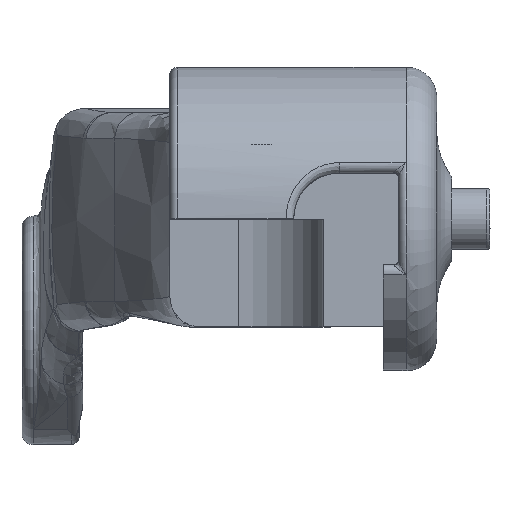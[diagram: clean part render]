
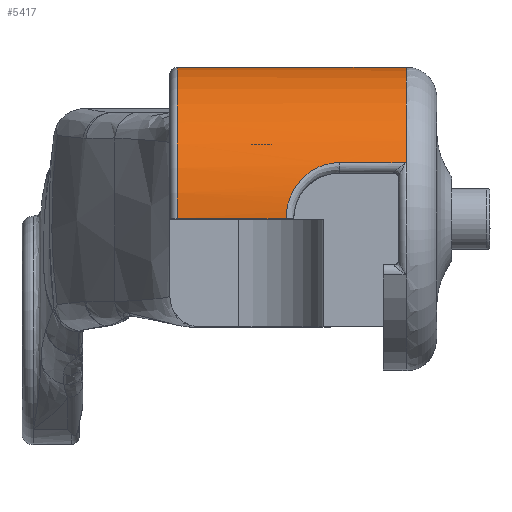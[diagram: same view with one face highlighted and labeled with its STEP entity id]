
A CAD part, top view. The second image highlights one B-rep face of the part: STEP entity #5417.
In plain terms, the highlighted cylindrical face has radius 19.916 mm (diameter 39.832 mm), a partial arc.
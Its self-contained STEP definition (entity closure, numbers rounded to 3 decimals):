
#464=FACE_OUTER_BOUND('',#782,.T.);
#782=EDGE_LOOP('',(#4524,#4525,#4526,#4527,#4528,#4529,#4530));
#1018=CIRCLE('',#5763,19.916);
#1047=CIRCLE('',#5819,19.916);
#1474=B_SPLINE_CURVE_WITH_KNOTS('',3,(#24248,#24249,#24250,#24251,#24252,
#24253),.UNSPECIFIED.,.F.,.F.,(4,1,1,4),(-4.438,-4.121,
-3.804,-3.329),.UNSPECIFIED.);
#1491=B_SPLINE_CURVE_WITH_KNOTS('',3,(#26144,#26145,#26146,#26147,#26148),
 .UNSPECIFIED.,.F.,.F.,(4,1,4),(0.,0.194,0.34),
 .UNSPECIFIED.);
#1679=LINE('',#24152,#1884);
#1709=LINE('',#26143,#1914);
#1710=LINE('',#26149,#1915);
#1884=VECTOR('',#6593,10.);
#1914=VECTOR('',#6717,10.);
#1915=VECTOR('',#6718,10.);
#2366=VERTEX_POINT('',#24087);
#2367=VERTEX_POINT('',#24096);
#2382=VERTEX_POINT('',#24151);
#2384=VERTEX_POINT('',#24241);
#2422=VERTEX_POINT('',#26130);
#2423=VERTEX_POINT('',#26138);
#2424=VERTEX_POINT('',#26142);
#3092=EDGE_CURVE('',#2366,#2367,#1018,.T.);
#3110=EDGE_CURVE('',#2367,#2382,#1679,.T.);
#3115=EDGE_CURVE('',#2382,#2384,#1474,.T.);
#3182=EDGE_CURVE('',#2423,#2422,#1047,.T.);
#3183=EDGE_CURVE('',#2424,#2366,#1709,.T.);
#3184=EDGE_CURVE('',#2422,#2424,#1491,.T.);
#3185=EDGE_CURVE('',#2423,#2384,#1710,.T.);
#4524=ORIENTED_EDGE('',*,*,#3183,.F.);
#4525=ORIENTED_EDGE('',*,*,#3184,.F.);
#4526=ORIENTED_EDGE('',*,*,#3182,.F.);
#4527=ORIENTED_EDGE('',*,*,#3185,.T.);
#4528=ORIENTED_EDGE('',*,*,#3115,.F.);
#4529=ORIENTED_EDGE('',*,*,#3110,.F.);
#4530=ORIENTED_EDGE('',*,*,#3092,.F.);
#5187=CYLINDRICAL_SURFACE('',#5820,19.916);
#5417=ADVANCED_FACE('',(#464),#5187,.T.);
#5763=AXIS2_PLACEMENT_3D('',#24097,#6563,#6564);
#5819=AXIS2_PLACEMENT_3D('',#26140,#6713,#6714);
#5820=AXIS2_PLACEMENT_3D('',#26141,#6715,#6716);
#6563=DIRECTION('center_axis',(1.,0.,0.));
#6564=DIRECTION('ref_axis',(0.,0.,
1.));
#6593=DIRECTION('',(-1.,0.,0.));
#6713=DIRECTION('center_axis',(-1.,0.,0.));
#6714=DIRECTION('ref_axis',(0.,0.965,0.262));
#6715=DIRECTION('center_axis',(1.,0.,0.));
#6716=DIRECTION('ref_axis',(0.,1.,0.));
#6717=DIRECTION('',(1.,0.,0.));
#6718=DIRECTION('',(1.,0.,0.));
#24087=CARTESIAN_POINT('',(49.4,14.362,-13.798));
#24096=CARTESIAN_POINT('',(49.4,7.37,18.502));
#24097=CARTESIAN_POINT('Origin',(49.4,0.,0.));
#24151=CARTESIAN_POINT('',(40.65,7.37,18.502));
#24152=CARTESIAN_POINT('',(18.4,7.37,18.502));
#24241=CARTESIAN_POINT('',(33.65,0.,19.916));
#24248=CARTESIAN_POINT('Ctrl Pts',(40.65,7.37,18.502));
#24249=CARTESIAN_POINT('Ctrl Pts',(39.593,7.37,18.502));
#24250=CARTESIAN_POINT('Ctrl Pts',(37.49,6.848,18.717));
#24251=CARTESIAN_POINT('Ctrl Pts',(34.587,4.413,19.519));
#24252=CARTESIAN_POINT('Ctrl Pts',(33.65,1.669,19.916));
#24253=CARTESIAN_POINT('Ctrl Pts',(33.65,0.,19.916));
#26130=CARTESIAN_POINT('',(19.4,13.409,-14.725));
#26138=CARTESIAN_POINT('',(19.4,0.,19.916));
#26140=CARTESIAN_POINT('Origin',(19.4,0.,0.));
#26141=CARTESIAN_POINT('Origin',(18.4,0.,0.));
#26142=CARTESIAN_POINT('',(22.4,14.362,-13.798));
#26143=CARTESIAN_POINT('',(18.4,14.362,-13.798));
#26144=CARTESIAN_POINT('Ctrl Pts',(19.4,13.409,-14.725));
#26145=CARTESIAN_POINT('Ctrl Pts',(19.854,13.734,-14.43));
#26146=CARTESIAN_POINT('Ctrl Pts',(20.786,14.198,-13.971));
#26147=CARTESIAN_POINT('Ctrl Pts',(21.915,14.362,-13.798));
#26148=CARTESIAN_POINT('Ctrl Pts',(22.4,14.362,-13.798));
#26149=CARTESIAN_POINT('',(18.4,0.,19.916));
